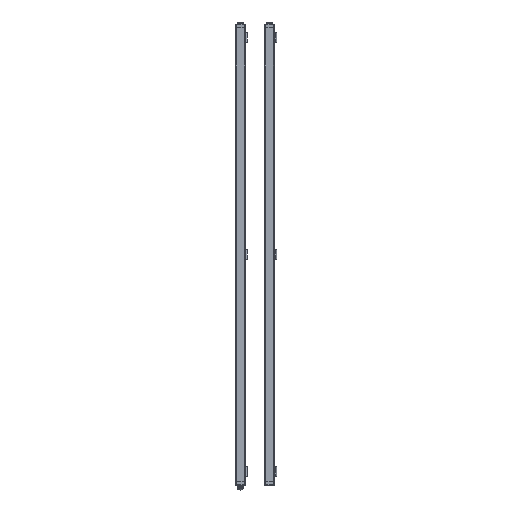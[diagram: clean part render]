
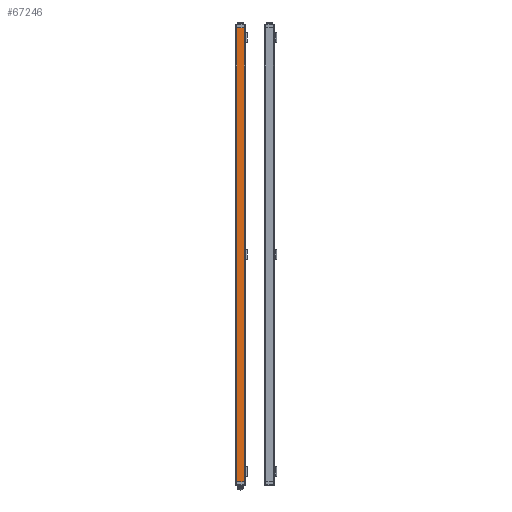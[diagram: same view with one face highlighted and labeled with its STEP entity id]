
A CAD part, top view. The second image highlights one B-rep face of the part: STEP entity #67246.
In plain terms, the highlighted planar face has unit normal (0, 0, 1).
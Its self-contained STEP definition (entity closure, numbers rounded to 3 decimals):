
#5682=LINE('',#134180,#11686);
#5843=LINE('',#134771,#11847);
#5846=LINE('',#134777,#11850);
#5847=LINE('',#134778,#11851);
#11686=VECTOR('',#91511,37.6);
#11847=VECTOR('',#92016,2298.5);
#11850=VECTOR('',#92021,2298.5);
#11851=VECTOR('',#92022,37.6);
#18886=FACE_OUTER_BOUND('',#23359,.T.);
#23359=EDGE_LOOP('',(#58346,#58347,#58348,#58349));
#32220=VERTEX_POINT('',#134177);
#32221=VERTEX_POINT('',#134179);
#32479=VERTEX_POINT('',#134770);
#32481=VERTEX_POINT('',#134776);
#41141=EDGE_CURVE('',#32220,#32221,#5682,.T.);
#41436=EDGE_CURVE('',#32479,#32221,#5843,.T.);
#41439=EDGE_CURVE('',#32220,#32481,#5846,.T.);
#41440=EDGE_CURVE('',#32479,#32481,#5847,.T.);
#58346=ORIENTED_EDGE('',*,*,#41439,.T.);
#58347=ORIENTED_EDGE('',*,*,#41440,.F.);
#58348=ORIENTED_EDGE('',*,*,#41436,.T.);
#58349=ORIENTED_EDGE('',*,*,#41141,.F.);
#63581=PLANE('',#74010);
#67246=ADVANCED_FACE('',(#18886),#63581,.T.);
#74010=AXIS2_PLACEMENT_3D('',#134775,#92019,#92020);
#91511=DIRECTION('',(-1.,0.,0.));
#92016=DIRECTION('',(0.,-1.,0.));
#92019=DIRECTION('center_axis',(0.,0.,
1.));
#92020=DIRECTION('ref_axis',(1.,0.,0.));
#92021=DIRECTION('',(0.,1.,0.));
#92022=DIRECTION('',(1.,0.,0.));
#134177=CARTESIAN_POINT('',(-256.666,-1890.946,-307.536));
#134179=CARTESIAN_POINT('',(-294.266,-1890.946,-307.536));
#134180=CARTESIAN_POINT('',(-256.666,-1890.946,-307.536));
#134770=CARTESIAN_POINT('',(-294.266,407.554,-307.536));
#134771=CARTESIAN_POINT('',(-294.266,59.054,-307.536));
#134775=CARTESIAN_POINT('Origin',(-294.266,59.054,-307.536));
#134776=CARTESIAN_POINT('',(-256.666,407.554,-307.536));
#134777=CARTESIAN_POINT('',(-256.666,59.054,-307.536));
#134778=CARTESIAN_POINT('',(-294.266,407.554,-307.536));
